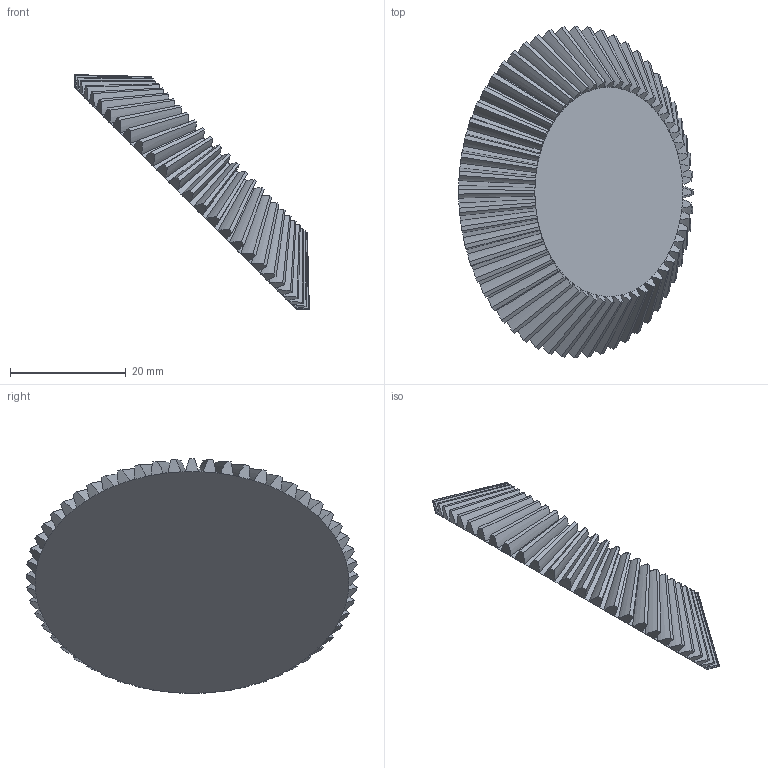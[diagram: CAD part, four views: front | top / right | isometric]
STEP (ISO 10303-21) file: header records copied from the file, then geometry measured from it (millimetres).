
FILE_DESCRIPTION(/* description */ (''),/* implementation_level */ '2;1');
FILE_NAME(/* name */ 'Component1.step',/* time_stamp */ '2024-04-19T00:30:30+02:00',/* author */ (''),/* organization */ (''),/* preprocessor_version */ 'ST-DEVELOPER v20',/* originating_system */ 'Autodesk Translation Framework v12.20.1.177',/* authorisation */ '');
FILE_SCHEMA (('AUTOMOTIVE_DESIGN { 1 0 10303 214 3 1 1 }'));
Length unit declared in the file: millimetre
Products named in the file (1): FusionComponent
Bounding box: 40.6 x 57.41 x 40.6 mm (x, y, z)
Volume: 17516.7 mm3; surface area: 7563.3 mm2
Topology: 1 solids, 1 shells, 338 faces, 840 edges, 504 vertices
Faces by surface type: cone 168, bspline 168, plane 2
Entity records: 13432 total; most frequent: CARTESIAN_POINT 6994, ORIENTED_EDGE 1680, EDGE_CURVE 840, DIRECTION 790, B_SPLINE_CURVE_WITH_KNOTS 616, VERTEX_POINT 504, AXIS2_PLACEMENT_3D 395, FACE_OUTER_BOUND 338
